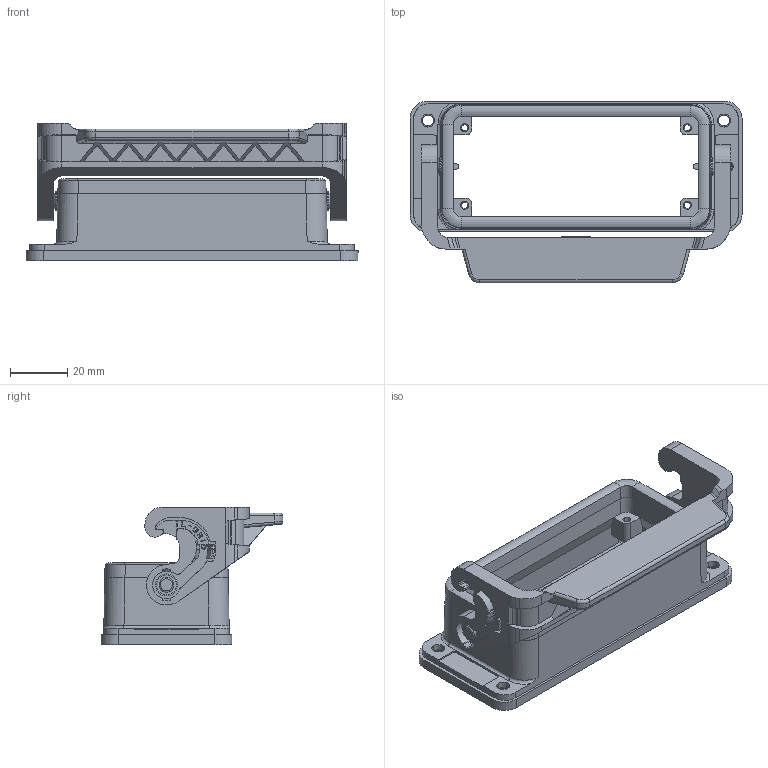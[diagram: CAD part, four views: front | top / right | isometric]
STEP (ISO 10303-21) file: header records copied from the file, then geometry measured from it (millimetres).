
FILE_DESCRIPTION(('Creo Elements/Direct Modeling STEP Export'),'2;1');
FILE_NAME('37jbk2e5pgn55gb1164','2023-03-01T14:20:45',(''),(''),'Creo Elements/Direct Modeling STEP processor for AP214 (Solid Model)','Creo Elements/Direct Modeling 20.1B 02-Apr-2019 (C) Parametric Technology GmbH','');
FILE_SCHEMA(('AUTOMOTIVE_DESIGN { 1 0 10303 214 1 1 1 1 }'));
Length unit declared in the file: millimetre
Products named in the file (2): CLI 16 L
Assembly tree (1 placements, depth 2):
  CLI 16 L
    CLI 16 L
Bounding box: 115.5 x 63.25 x 47.8 mm (x, y, z)
Volume: 48866.9 mm3; surface area: 32789 mm2
Topology: 1 solids, 1 shells, 1033 faces, 2801 edges, 1824 vertices
Faces by surface type: plane 667, cylinder 280, torus 46, cone 26, bspline 14
Entity records: 42888 total; most frequent: CARTESIAN_POINT 8709, ORIENTED_EDGE 5602, DIRECTION 5118, EDGE_CURVE 2801, VECTOR 2020, LINE 2020, VERTEX_POINT 1824, AXIS2_PLACEMENT_3D 1549
